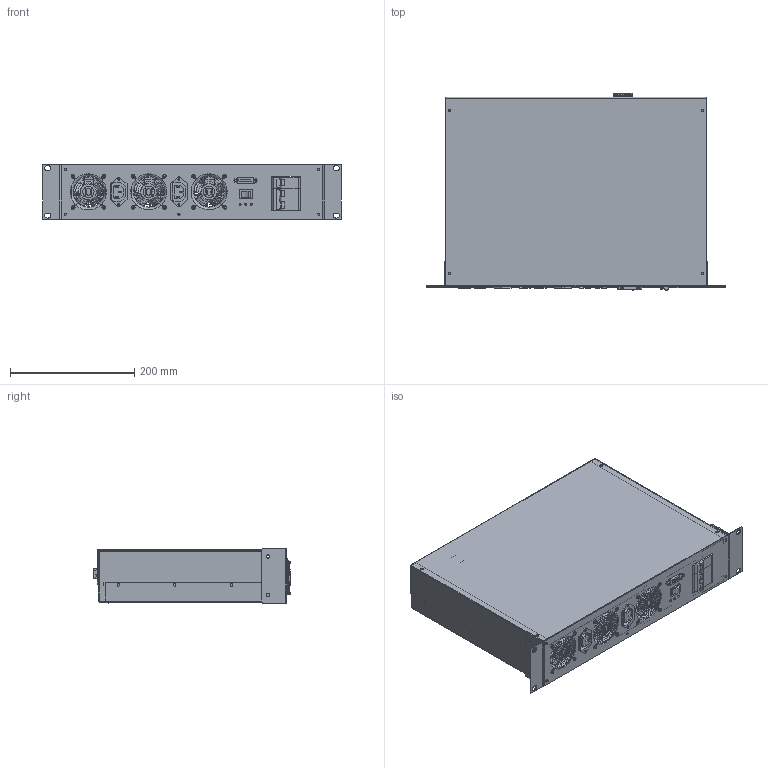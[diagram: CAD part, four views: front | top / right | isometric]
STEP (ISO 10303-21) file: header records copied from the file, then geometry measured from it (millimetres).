
FILE_DESCRIPTION(/* description */ (''),/* implementation_level */ '2;1');
FILE_NAME(/* name */ 'DC-AC-3000-2U-BP 2020 (3D) v1.0.stp',/* time_stamp */ '2023-12-07T17:49:57+07:00',/* author */ ('YA'),/* organization */ (''),/* preprocessor_version */ 'ST-DEVELOPER v17',/* originating_system */ 'Autodesk Inventor 2019',/* authorisation */ '');
FILE_SCHEMA (('AUTOMOTIVE_DESIGN { 1 0 10303 214 3 1 1 }'));
Products named in the file (112): DC-AC-3000-2U-BP 2020 (3D) v1.0; DC-AC-3000-2U-BP 2020 (3D) v1.01; DC-AC-3000-2U-BP 2020 (3D) v1.02; DC-AC-3000-2U-BP 2020 (3D) v1.03; DC-AC-3000-2U-BP 2020 (3D) v1.04; DC-AC-3000-2U-BP 2020 (3D) v1.05; DC-AC-3000-2U-BP 2020 (3D) v1.06; DC-AC-3000-2U-BP 2020 (3D) v1.07; DC-AC-3000-2U-BP 2020 (3D) v1.08; DC-AC-3000-2U-BP 2020 (3D) v1.09; DC-AC-3000-2U-BP 2020 (3D) v1.010; DC-AC-3000-2U-BP 2020 (3D) v1.011; DC-AC-3000-2U-BP 2020 (3D) v1.012; DC-AC-3000-2U-BP 2020 (3D) v1.013; DC-AC-3000-2U-BP 2020 (3D) v1.014; DC-AC-3000-2U-BP 2020 (3D) v1.015; DC-AC-3000-2U-BP 2020 (3D) v1.016; DC-AC-3000-2U-BP 2020 (3D) v1.017; DC-AC-3000-2U-BP 2020 (3D) v1.018; DC-AC-3000-2U-BP 2020 (3D) v1.019; DC-AC-3000-2U-BP 2020 (3D) v1.020; DC-AC-3000-2U-BP 2020 (3D) v1.021; DC-AC-3000-2U-BP 2020 (3D) v1.022; DC-AC-3000-2U-BP 2020 (3D) v1.023; DC-AC-3000-2U-BP 2020 (3D) v1.024; DC-AC-3000-2U-BP 2020 (3D) v1.025; DC-AC-3000-2U-BP 2020 (3D) v1.026; DC-AC-3000-2U-BP 2020 (3D) v1.027; DC-AC-3000-2U-BP 2020 (3D) v1.028; DC-AC-3000-2U-BP 2020 (3D) v1.029; DC-AC-3000-2U-BP 2020 (3D) v1.030; DC-AC-3000-2U-BP 2020 (3D) v1.031; DC-AC-3000-2U-BP 2020 (3D) v1.032; DC-AC-3000-2U-BP 2020 (3D) v1.033; DC-AC-3000-2U-BP 2020 (3D) v1.034; DC-AC-3000-2U-BP 2020 (3D) v1.035; DC-AC-3000-2U-BP 2020 (3D) v1.036; DC-AC-3000-2U-BP 2020 (3D) v1.037; DC-AC-3000-2U-BP 2020 (3D) v1.038; DC-AC-3000-2U-BP 2020 (3D) v1.039 ...
Assembly tree (111 placements, depth 2):
  DC-AC-3000-2U-BP 2020 (3D) v1.0
    DC-AC-3000-2U-BP 2020 (3D) v1.01
    DC-AC-3000-2U-BP 2020 (3D) v1.02
    DC-AC-3000-2U-BP 2020 (3D) v1.03
    DC-AC-3000-2U-BP 2020 (3D) v1.04
    DC-AC-3000-2U-BP 2020 (3D) v1.05
    DC-AC-3000-2U-BP 2020 (3D) v1.06
    DC-AC-3000-2U-BP 2020 (3D) v1.07
    DC-AC-3000-2U-BP 2020 (3D) v1.08
    DC-AC-3000-2U-BP 2020 (3D) v1.09
    DC-AC-3000-2U-BP 2020 (3D) v1.010
    DC-AC-3000-2U-BP 2020 (3D) v1.011
    DC-AC-3000-2U-BP 2020 (3D) v1.012
    DC-AC-3000-2U-BP 2020 (3D) v1.013
    DC-AC-3000-2U-BP 2020 (3D) v1.014
    DC-AC-3000-2U-BP 2020 (3D) v1.015
    DC-AC-3000-2U-BP 2020 (3D) v1.016
    DC-AC-3000-2U-BP 2020 (3D) v1.017
    DC-AC-3000-2U-BP 2020 (3D) v1.018
    DC-AC-3000-2U-BP 2020 (3D) v1.019
    DC-AC-3000-2U-BP 2020 (3D) v1.020
    DC-AC-3000-2U-BP 2020 (3D) v1.021
    DC-AC-3000-2U-BP 2020 (3D) v1.022
    DC-AC-3000-2U-BP 2020 (3D) v1.023
    DC-AC-3000-2U-BP 2020 (3D) v1.024
    DC-AC-3000-2U-BP 2020 (3D) v1.025
    DC-AC-3000-2U-BP 2020 (3D) v1.026
    DC-AC-3000-2U-BP 2020 (3D) v1.027
    DC-AC-3000-2U-BP 2020 (3D) v1.028
    DC-AC-3000-2U-BP 2020 (3D) v1.029
    DC-AC-3000-2U-BP 2020 (3D) v1.030
    DC-AC-3000-2U-BP 2020 (3D) v1.031
    DC-AC-3000-2U-BP 2020 (3D) v1.032
    DC-AC-3000-2U-BP 2020 (3D) v1.033
    DC-AC-3000-2U-BP 2020 (3D) v1.034
    DC-AC-3000-2U-BP 2020 (3D) v1.035
    DC-AC-3000-2U-BP 2020 (3D) v1.036
    DC-AC-3000-2U-BP 2020 (3D) v1.037
    DC-AC-3000-2U-BP 2020 (3D) v1.038
    DC-AC-3000-2U-BP 2020 (3D) v1.039
    DC-AC-3000-2U-BP 2020 (3D) v1.040
    DC-AC-3000-2U-BP 2020 (3D) v1.041
    DC-AC-3000-2U-BP 2020 (3D) v1.042
    DC-AC-3000-2U-BP 2020 (3D) v1.043
    DC-AC-3000-2U-BP 2020 (3D) v1.044
    DC-AC-3000-2U-BP 2020 (3D) v1.045
    DC-AC-3000-2U-BP 2020 (3D) v1.046
    DC-AC-3000-2U-BP 2020 (3D) v1.047
    DC-AC-3000-2U-BP 2020 (3D) v1.048
    DC-AC-3000-2U-BP 2020 (3D) v1.049
    DC-AC-3000-2U-BP 2020 (3D) v1.050
    DC-AC-3000-2U-BP 2020 (3D) v1.051
    DC-AC-3000-2U-BP 2020 (3D) v1.052
    DC-AC-3000-2U-BP 2020 (3D) v1.053
    DC-AC-3000-2U-BP 2020 (3D) v1.054
    DC-AC-3000-2U-BP 2020 (3D) v1.055
    DC-AC-3000-2U-BP 2020 (3D) v1.056
    DC-AC-3000-2U-BP 2020 (3D) v1.057
    DC-AC-3000-2U-BP 2020 (3D) v1.058
    DC-AC-3000-2U-BP 2020 (3D) v1.059
Bounding box: 480 x 317.55 x 88.36 mm (x, y, z)
Volume: 2292717.2 mm3; surface area: 1882343 mm2
Topology: 190 solids, 190 shells, 3200 faces, 8704 edges, 5868 vertices
Faces by surface type: plane 2391, cylinder 701, torus 105, sphere 3
Full cylindrical faces by diameter (mm): 0.956 x24, 1 x15, 2 x10, 2.2 x4, 2.3 x2, 3 x77, 3.15 x6, 3.2 x6, 3.3 x2, 3.4 x4, 3.5 x20, 4 x3, 4.111 x12, 4.8 x8, 5 x12, 5.5 x4, 5.6 x12, 6 x7, 20 x1, 25 x1, 30 x10, 45 x2, 50.19 x3, 55 x2
Entity records: 109467 total; most frequent: CARTESIAN_POINT 20836, DIRECTION 17438, ORIENTED_EDGE 17402, EDGE_CURVE 8701, LINE 6384, VECTOR 6384, VERTEX_POINT 5868, AXIS2_PLACEMENT_3D 5527
